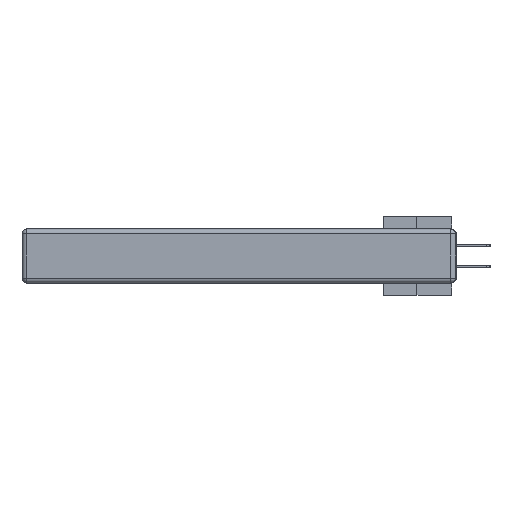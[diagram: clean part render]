
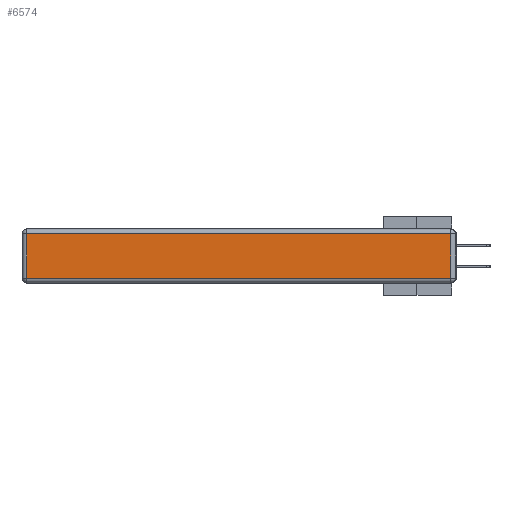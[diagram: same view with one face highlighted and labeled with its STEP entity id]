
A CAD part, left-side view. The second image highlights one B-rep face of the part: STEP entity #6574.
In plain terms, the highlighted planar face has unit normal (-1, 0, 0).
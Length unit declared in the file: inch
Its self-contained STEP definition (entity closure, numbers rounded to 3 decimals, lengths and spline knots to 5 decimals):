
#346 = CARTESIAN_POINT ( 'NONE',  ( 0., 0., -0.313 ) ) ;
#1683 = VECTOR ( 'NONE', #9643, 39.37008 ) ;
#1900 = EDGE_CURVE ( 'NONE', #4910, #7596, #5856, .T. ) ;
#3974 = CARTESIAN_POINT ( 'NONE',  ( 0., 2.72, -0.03 ) ) ;
#4910 = VERTEX_POINT ( 'NONE', #3974 ) ;
#4948 = LINE ( 'NONE', #12095, #33335 ) ;
#5856 = LINE ( 'NONE', #19208, #26557 ) ;
#6574 = ADVANCED_FACE ( 'NONE', ( #20281 ), #28952, .T. ) ;
#7158 = CARTESIAN_POINT ( 'NONE',  ( 0., 2.75, -0.03 ) ) ;
#7596 = VERTEX_POINT ( 'NONE', #21770 ) ;
#8461 = ORIENTED_EDGE ( 'NONE', *, *, #26297, .T. ) ;
#9643 = DIRECTION ( 'NONE',  ( 0., 1., 0. ) ) ;
#10051 = CARTESIAN_POINT ( 'NONE',  ( 0., 0.03, -0.03 ) ) ;
#10125 = CARTESIAN_POINT ( 'NONE',  ( 0., 0., -0.343 ) ) ;
#10542 = ORIENTED_EDGE ( 'NONE', *, *, #31543, .T. ) ;
#10973 = DIRECTION ( 'NONE',  ( 0., 0., -1. ) ) ;
#12006 = LINE ( 'NONE', #346, #17616 ) ;
#12095 = CARTESIAN_POINT ( 'NONE',  ( 0., 0.03, -0.343 ) ) ;
#12685 = DIRECTION ( 'NONE',  ( -1., 0., 0. ) ) ;
#14948 = VERTEX_POINT ( 'NONE', #10051 ) ;
#15595 = CARTESIAN_POINT ( 'NONE',  ( 0., 0.03, -0.313 ) ) ;
#17616 = VECTOR ( 'NONE', #27800, 39.37008 ) ;
#19120 = AXIS2_PLACEMENT_3D ( 'NONE', #10125, #12685, #31836 ) ;
#19208 = CARTESIAN_POINT ( 'NONE',  ( 0., 2.72, -0.343 ) ) ;
#20281 = FACE_OUTER_BOUND ( 'NONE', #21482, .T. ) ;
#21482 = EDGE_LOOP ( 'NONE', ( #10542, #32916, #8461, #24417 ) ) ;
#21770 = CARTESIAN_POINT ( 'NONE',  ( 0., 2.72, -0.313 ) ) ;
#24417 = ORIENTED_EDGE ( 'NONE', *, *, #1900, .T. ) ;
#26297 = EDGE_CURVE ( 'NONE', #14948, #4910, #28356, .T. ) ;
#26557 = VECTOR ( 'NONE', #10973, 39.37008 ) ;
#27800 = DIRECTION ( 'NONE',  ( 0., -1., 0. ) ) ;
#28142 = DIRECTION ( 'NONE',  ( 0., 0., 1. ) ) ;
#28356 = LINE ( 'NONE', #7158, #1683 ) ;
#28952 = PLANE ( 'NONE',  #19120 ) ;
#29155 = VERTEX_POINT ( 'NONE', #15595 ) ;
#31543 = EDGE_CURVE ( 'NONE', #7596, #29155, #12006, .T. ) ;
#31836 = DIRECTION ( 'NONE',  ( 0., 0., 1. ) ) ;
#32735 = EDGE_CURVE ( 'NONE', #29155, #14948, #4948, .T. ) ;
#32916 = ORIENTED_EDGE ( 'NONE', *, *, #32735, .T. ) ;
#33335 = VECTOR ( 'NONE', #28142, 39.37008 ) ;
